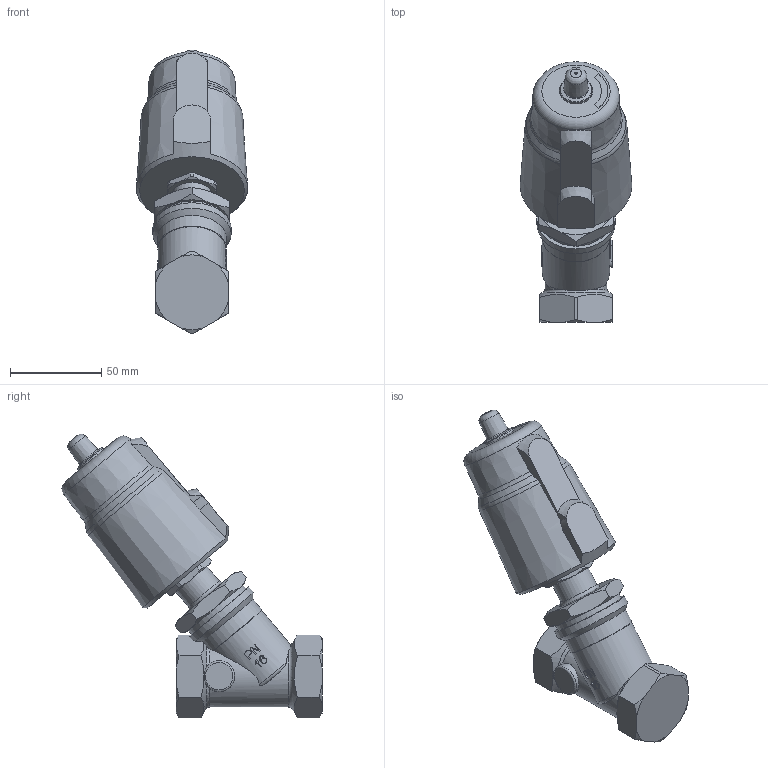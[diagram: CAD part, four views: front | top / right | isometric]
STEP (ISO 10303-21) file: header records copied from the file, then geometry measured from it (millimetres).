
FILE_DESCRIPTION(/* description */ ('3D-Modell'),/* implementation_level */ '2;1');
FILE_NAME(/* name */ '063.002139_A6325-1104-7105.stp',/* time_stamp */ '2018-04-23T12:28:49+02:00',/* author */ ('EFast'),/* organization */ (''),/* preprocessor_version */ 'ST-DEVELOPER v16.1',/* originating_system */ 'Autodesk Inventor 2016',/* authorisation */ '');
FILE_SCHEMA (('AUTOMOTIVE_DESIGN { 1 0 10303 214 3 1 1 }'));
Length unit declared in the file: millimetre
Products named in the file (1): 88-002699
Bounding box: 61.23 x 142.72 x 155.8 mm (x, y, z)
Volume: 346685.5 mm3; surface area: 39026.5 mm2
Topology: 1 solids, 1 shells, 233 faces, 639 edges, 423 vertices
Faces by surface type: plane 89, bspline 50, cone 43, cylinder 32, torus 17, sphere 2
Full cylindrical faces by diameter (mm): 1.5 x1, 18.2 x1, 22 x1, 39 x1
Entity records: 19815 total; most frequent: CARTESIAN_POINT 14734, ORIENTED_EDGE 1218, DIRECTION 819, EDGE_CURVE 609, VERTEX_POINT 412, AXIS2_PLACEMENT_3D 321, EDGE_LOOP 267, FACE_OUTER_BOUND 233
